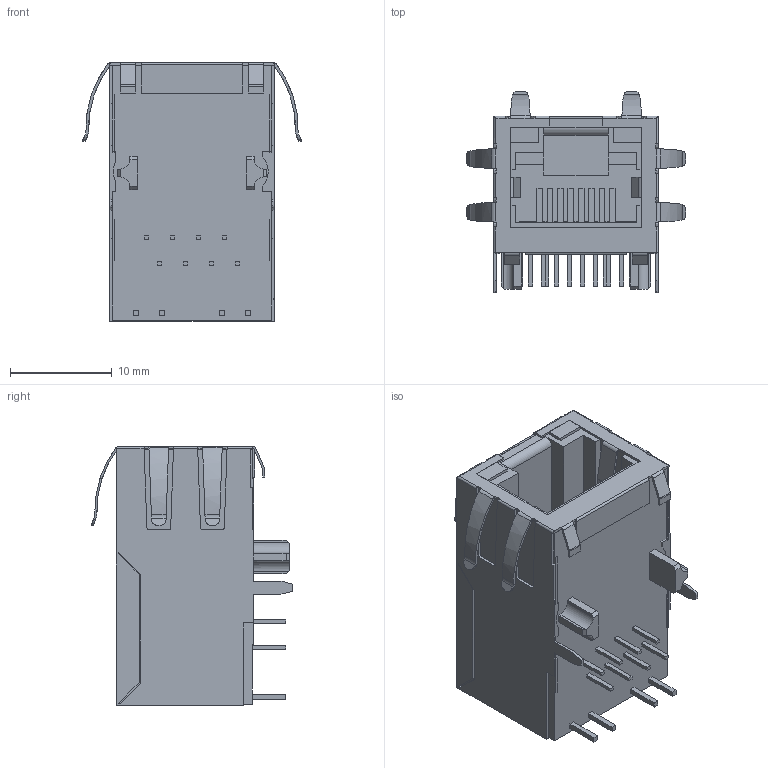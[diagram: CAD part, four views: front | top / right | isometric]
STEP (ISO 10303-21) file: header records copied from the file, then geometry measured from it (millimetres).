
FILE_DESCRIPTION (( 'STEP AP214' ), '1' );
FILE_NAME ('J1011F21PNL.STEP', '2021-07-22T09:35:12', ( '' ), ( '' ), 'SwSTEP 2.0', 'SolidWorks 2018', '' );
FILE_SCHEMA (( 'AUTOMOTIVE_DESIGN' ));
Length unit declared in the file: millimetre
Products named in the file (3): J1011F21PNL-CASE; J1011F21PNL-BODY; J1011F21PNL
Assembly tree (2 placements, depth 2):
  J1011F21PNL
    J1011F21PNL-BODY
    J1011F21PNL-CASE
Bounding box: 21.51 x 19.75 x 25.4 mm (x, y, z)
Volume: 4233.6 mm3; surface area: 5469.6 mm2
Topology: 2 solids, 2 shells, 471 faces, 1365 edges, 898 vertices
Faces by surface type: plane 366, cylinder 105
Entity records: 20544 total; most frequent: CARTESIAN_POINT 3151, ORIENTED_EDGE 2730, DIRECTION 2275, EDGE_CURVE 1365, VECTOR 1143, LINE 1143, VERTEX_POINT 898, AXIS2_PLACEMENT_3D 566
